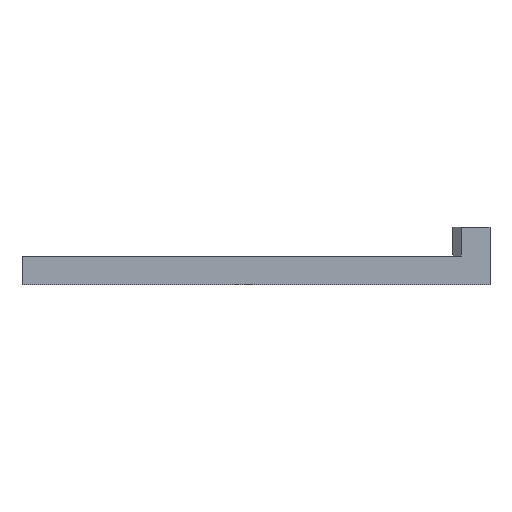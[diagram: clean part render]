
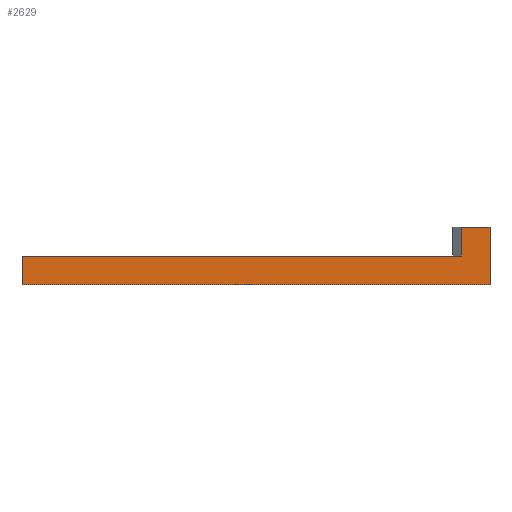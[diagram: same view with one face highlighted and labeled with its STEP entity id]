
A CAD part, front view. The second image highlights one B-rep face of the part: STEP entity #2629.
In plain terms, the highlighted planar face has unit normal (0, -1, 0).
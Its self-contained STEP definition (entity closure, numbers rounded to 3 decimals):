
#118=CARTESIAN_POINT('',(-344.011,-113.15,488.625));
#119=VERTEX_POINT('',#118);
#314=CARTESIAN_POINT('',(-405.17,-113.15,488.625));
#315=VERTEX_POINT('',#314);
#322=CARTESIAN_POINT('',(-344.011,-113.15,488.625));
#323=DIRECTION('',(-1.,-0.,0.));
#324=VECTOR('',#323,61.159);
#325=LINE('',#322,#324);
#326=EDGE_CURVE('',#119,#315,#325,.T.);
#2142=CARTESIAN_POINT('',(-340.011,-113.15,484.625));
#2143=VERTEX_POINT('',#2142);
#2150=CARTESIAN_POINT('',(-405.17,-113.15,484.625));
#2151=VERTEX_POINT('',#2150);
#2152=CARTESIAN_POINT('',(-405.17,-113.15,484.625));
#2153=DIRECTION('',(1.,0.,-0.));
#2154=VECTOR('',#2153,65.159);
#2155=LINE('',#2152,#2154);
#2156=EDGE_CURVE('',#2151,#2143,#2155,.T.);
#2592=CARTESIAN_POINT('',(-342.675,-113.15,492.625));
#2593=DIRECTION('',(0.,-1.,0.));
#2594=DIRECTION('',(1.,0.,0.));
#2595=AXIS2_PLACEMENT_3D('',#2592,#2593,#2594);
#2596=PLANE('',#2595);
#2597=CARTESIAN_POINT('',(-344.011,-113.15,492.625));
#2598=VERTEX_POINT('',#2597);
#2599=CARTESIAN_POINT('',(-340.011,-113.15,492.625));
#2600=VERTEX_POINT('',#2599);
#2601=CARTESIAN_POINT('',(-344.011,-113.15,492.625));
#2602=DIRECTION('',(1.,0.,-0.));
#2603=VECTOR('',#2602,4.);
#2604=LINE('',#2601,#2603);
#2605=EDGE_CURVE('',#2598,#2600,#2604,.T.);
#2606=ORIENTED_EDGE('',*,*,#2605,.F.);
#2607=CARTESIAN_POINT('',(-344.011,-113.15,492.625));
#2608=DIRECTION('',(-0.,-0.,-1.));
#2609=VECTOR('',#2608,4.);
#2610=LINE('',#2607,#2609);
#2611=EDGE_CURVE('',#2598,#119,#2610,.T.);
#2612=ORIENTED_EDGE('',*,*,#2611,.T.);
#2613=ORIENTED_EDGE('',*,*,#326,.T.);
#2614=CARTESIAN_POINT('',(-405.17,-113.15,488.625));
#2615=DIRECTION('',(-0.,-0.,-1.));
#2616=VECTOR('',#2615,4.);
#2617=LINE('',#2614,#2616);
#2618=EDGE_CURVE('',#315,#2151,#2617,.T.);
#2619=ORIENTED_EDGE('',*,*,#2618,.T.);
#2620=ORIENTED_EDGE('',*,*,#2156,.T.);
#2621=CARTESIAN_POINT('',(-340.011,-113.15,492.625));
#2622=DIRECTION('',(-0.,-0.,-1.));
#2623=VECTOR('',#2622,8.);
#2624=LINE('',#2621,#2623);
#2625=EDGE_CURVE('',#2600,#2143,#2624,.T.);
#2626=ORIENTED_EDGE('',*,*,#2625,.F.);
#2627=EDGE_LOOP('',(#2606,#2612,#2613,#2619,#2620,#2626));
#2628=FACE_BOUND('',#2627,.T.);
#2629=ADVANCED_FACE('Corpo 272*',(#2628),#2596,.T.);
